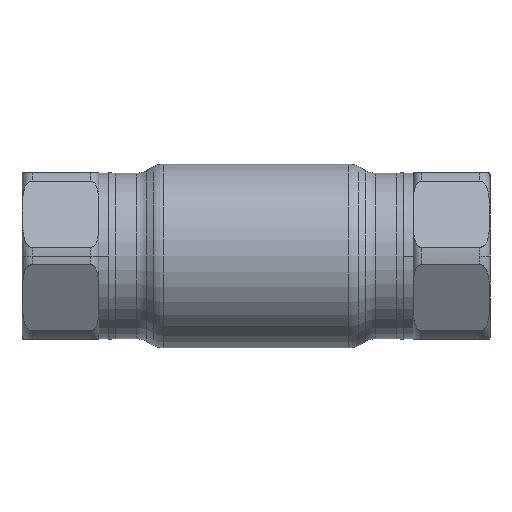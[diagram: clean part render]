
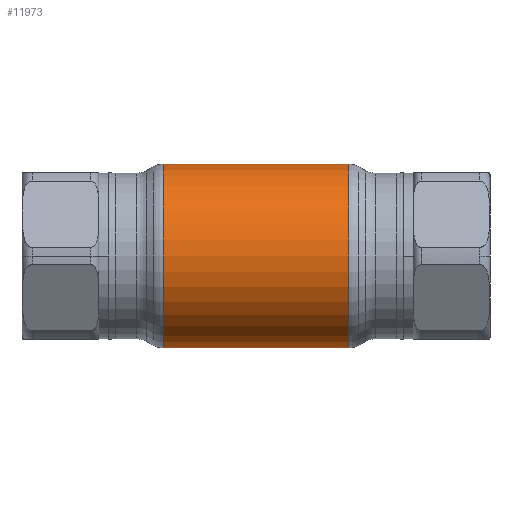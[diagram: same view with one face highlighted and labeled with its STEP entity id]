
A CAD part, front view. The second image highlights one B-rep face of the part: STEP entity #11973.
In plain terms, the highlighted cylindrical face has radius 27.5 mm (diameter 55 mm), a partial arc.
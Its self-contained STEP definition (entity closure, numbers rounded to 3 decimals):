
#1424 = EDGE_CURVE ( 'NONE', #28649, #45225, #1851, .T. ) ;
#1851 = CIRCLE ( 'NONE', #34501, 27.5 ) ;
#3438 = CARTESIAN_POINT ( 'NONE',  ( -62.69, 0., -27.5 ) ) ;
#5648 = CARTESIAN_POINT ( 'NONE',  ( -27.785, 0., -27.5 ) ) ;
#6176 = DIRECTION ( 'NONE',  ( -1., 0., 0. ) ) ;
#6878 = VECTOR ( 'NONE', #19474, 1000. ) ;
#8475 = DIRECTION ( 'NONE',  ( 0., 0., 1. ) ) ;
#9048 = CYLINDRICAL_SURFACE ( 'NONE', #18517, 27.5 ) ;
#10288 = DIRECTION ( 'NONE',  ( 0., 0., 1. ) ) ;
#11312 = EDGE_CURVE ( 'NONE', #28649, #37682, #44073, .T. ) ;
#11973 = ADVANCED_FACE ( 'NONE', ( #12890 ), #9048, .T. ) ;
#12890 = FACE_OUTER_BOUND ( 'NONE', #56144, .T. ) ;
#15078 = LINE ( 'NONE', #32020, #6878 ) ;
#17923 = EDGE_CURVE ( 'NONE', #45225, #45234, #15078, .T. ) ;
#18461 = DIRECTION ( 'NONE',  ( 0., 0., 1. ) ) ;
#18517 = AXIS2_PLACEMENT_3D ( 'NONE', #30445, #30743, #8475 ) ;
#19474 = DIRECTION ( 'NONE',  ( -1., 0., 0. ) ) ;
#22539 = CARTESIAN_POINT ( 'NONE',  ( 27.785, 0., -27.5 ) ) ;
#23463 = DIRECTION ( 'NONE',  ( -1., 0., 0. ) ) ;
#26018 = DIRECTION ( 'NONE',  ( -1., 0., 0. ) ) ;
#26320 = CARTESIAN_POINT ( 'NONE',  ( -27.785, 0., 27.5 ) ) ;
#26674 = CARTESIAN_POINT ( 'NONE',  ( 27.785, 0., 0. ) ) ;
#28649 = VERTEX_POINT ( 'NONE', #22539 ) ;
#30237 = CIRCLE ( 'NONE', #37674, 27.5 ) ;
#30445 = CARTESIAN_POINT ( 'NONE',  ( -62.69, 0., 0. ) ) ;
#30743 = DIRECTION ( 'NONE',  ( -1., 0., 0. ) ) ;
#32020 = CARTESIAN_POINT ( 'NONE',  ( -62.69, 0., 27.5 ) ) ;
#34341 = VECTOR ( 'NONE', #26018, 1000. ) ;
#34501 = AXIS2_PLACEMENT_3D ( 'NONE', #26674, #23463, #18461 ) ;
#37674 = AXIS2_PLACEMENT_3D ( 'NONE', #55273, #6176, #10288 ) ;
#37682 = VERTEX_POINT ( 'NONE', #5648 ) ;
#39521 = ORIENTED_EDGE ( 'NONE', *, *, #11312, .F. ) ;
#42892 = ORIENTED_EDGE ( 'NONE', *, *, #17923, .T. ) ;
#44073 = LINE ( 'NONE', #3438, #34341 ) ;
#45225 = VERTEX_POINT ( 'NONE', #49594 ) ;
#45234 = VERTEX_POINT ( 'NONE', #26320 ) ;
#47691 = EDGE_CURVE ( 'NONE', #37682, #45234, #30237, .T. ) ;
#49594 = CARTESIAN_POINT ( 'NONE',  ( 27.785, 0., 27.5 ) ) ;
#52227 = ORIENTED_EDGE ( 'NONE', *, *, #1424, .T. ) ;
#55273 = CARTESIAN_POINT ( 'NONE',  ( -27.785, 0., 0. ) ) ;
#56144 = EDGE_LOOP ( 'NONE', ( #39521, #52227, #42892, #56206 ) ) ;
#56206 = ORIENTED_EDGE ( 'NONE', *, *, #47691, .F. ) ;
